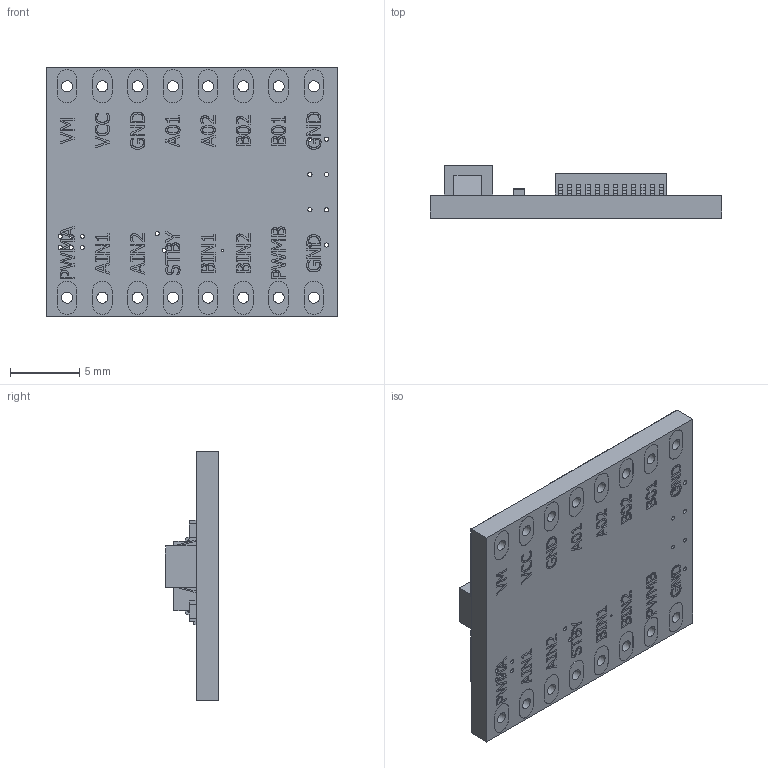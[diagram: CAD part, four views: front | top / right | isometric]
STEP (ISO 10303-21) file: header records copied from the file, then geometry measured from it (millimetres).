
FILE_DESCRIPTION(/* description */ (''),/* implementation_level */ '2;1');
FILE_NAME(/* name */ 'TB6612FNG.stp',/* time_stamp */ '2025-12-20T12:04:07+07:00',/* author */ ('quang'),/* organization */ (''),/* preprocessor_version */ 'ST-DEVELOPER v20',/* originating_system */ 'Autodesk Inventor 2024',/* authorisation */ '');
FILE_SCHEMA (('AUTOMOTIVE_DESIGN { 1 0 10303 214 3 1 1 }'));
Products named in the file (1): TB6612FNG
Bounding box: 21 x 3.82 x 18 mm (x, y, z)
Volume: 683.8 mm3; surface area: 1388.7 mm2
Topology: 72 solids, 72 shells, 2158 faces, 5895 edges, 3930 vertices
Faces by surface type: plane 1461, bspline 464, cylinder 233
Full cylindrical faces by diameter (mm): 0.15 x2, 0.3 x32, 0.8 x17
Entity records: 72667 total; most frequent: CARTESIAN_POINT 18016, ORIENTED_EDGE 11790, DIRECTION 8823, EDGE_CURVE 5895, LINE 4501, VECTOR 4501, VERTEX_POINT 3930, EDGE_LOOP 2425
